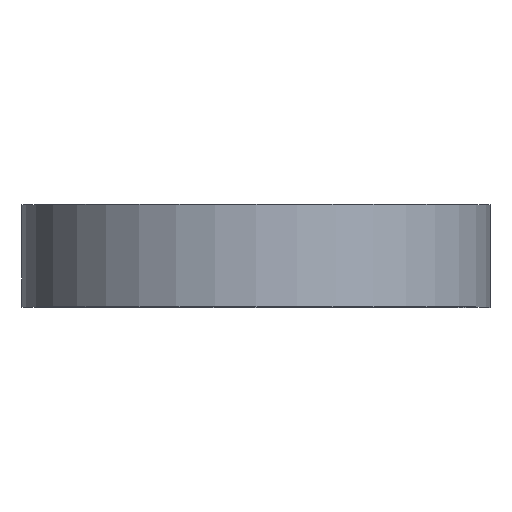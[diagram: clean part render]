
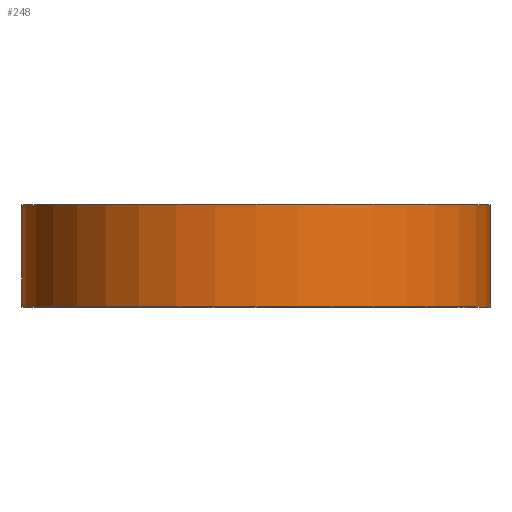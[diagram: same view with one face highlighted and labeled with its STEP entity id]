
A CAD part, top view. The second image highlights one B-rep face of the part: STEP entity #248.
In plain terms, the highlighted cylindrical face has radius 28.994 mm (diameter 57.988 mm), a partial arc.
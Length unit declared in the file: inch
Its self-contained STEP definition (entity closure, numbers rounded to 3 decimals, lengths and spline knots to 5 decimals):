
#7 = EDGE_CURVE ( 'NONE', #264, #146, #684, .T. ) ;
#23 = CARTESIAN_POINT ( 'NONE',  ( 0., 0.25, 0. ) ) ;
#38 = ORIENTED_EDGE ( 'NONE', *, *, #501, .T. ) ;
#74 = EDGE_LOOP ( 'NONE', ( #38, #110, #707, #244 ) ) ;
#103 = EDGE_CURVE ( 'NONE', #264, #575, #712, .T. ) ;
#110 = ORIENTED_EDGE ( 'NONE', *, *, #249, .F. ) ;
#116 = DIRECTION ( 'NONE',  ( 0., -1., 0. ) ) ;
#127 = VERTEX_POINT ( 'NONE', #412 ) ;
#146 = VERTEX_POINT ( 'NONE', #560 ) ;
#165 = DIRECTION ( 'NONE',  ( 0., 1., 0. ) ) ;
#167 = DIRECTION ( 'NONE',  ( 1., 0., 0. ) ) ;
#221 = CARTESIAN_POINT ( 'NONE',  ( 0., -0.25, 0. ) ) ;
#244 = ORIENTED_EDGE ( 'NONE', *, *, #103, .T. ) ;
#246 = AXIS2_PLACEMENT_3D ( 'NONE', #454, #165, #167 ) ;
#248 = ADVANCED_FACE ( 'NONE', ( #563 ), #555, .T. ) ;
#249 = EDGE_CURVE ( 'NONE', #146, #127, #570, .T. ) ;
#264 = VERTEX_POINT ( 'NONE', #525 ) ;
#271 = DIRECTION ( 'NONE',  ( 0., 1., 0. ) ) ;
#307 = CIRCLE ( 'NONE', #398, 1.1415 ) ;
#324 = DIRECTION ( 'NONE',  ( 1., 0., 0. ) ) ;
#378 = CARTESIAN_POINT ( 'NONE',  ( 0., 0.25, -1.1415 ) ) ;
#398 = AXIS2_PLACEMENT_3D ( 'NONE', #221, #271, #324 ) ;
#400 = DIRECTION ( 'NONE',  ( 0., -1., 0. ) ) ;
#412 = CARTESIAN_POINT ( 'NONE',  ( 1.1415, -0.25, 0. ) ) ;
#418 = CARTESIAN_POINT ( 'NONE',  ( 0., -0.25, -1.1415 ) ) ;
#454 = CARTESIAN_POINT ( 'NONE',  ( 0., 0.25, 0. ) ) ;
#495 = AXIS2_PLACEMENT_3D ( 'NONE', #23, #116, #699 ) ;
#501 = EDGE_CURVE ( 'NONE', #575, #127, #307, .T. ) ;
#525 = CARTESIAN_POINT ( 'NONE',  ( 0., 0.25, -1.1415 ) ) ;
#555 = CYLINDRICAL_SURFACE ( 'NONE', #495, 1.1415 ) ;
#558 = VECTOR ( 'NONE', #671, 39.37008 ) ;
#560 = CARTESIAN_POINT ( 'NONE',  ( 1.1415, 0.25, 0. ) ) ;
#563 = FACE_OUTER_BOUND ( 'NONE', #74, .T. ) ;
#570 = LINE ( 'NONE', #685, #558 ) ;
#575 = VERTEX_POINT ( 'NONE', #418 ) ;
#671 = DIRECTION ( 'NONE',  ( 0., -1., 0. ) ) ;
#684 = CIRCLE ( 'NONE', #246, 1.1415 ) ;
#685 = CARTESIAN_POINT ( 'NONE',  ( 1.1415, 0.25, 0. ) ) ;
#699 = DIRECTION ( 'NONE',  ( 0., 0., -1. ) ) ;
#707 = ORIENTED_EDGE ( 'NONE', *, *, #7, .F. ) ;
#712 = LINE ( 'NONE', #378, #721 ) ;
#721 = VECTOR ( 'NONE', #400, 39.37008 ) ;
